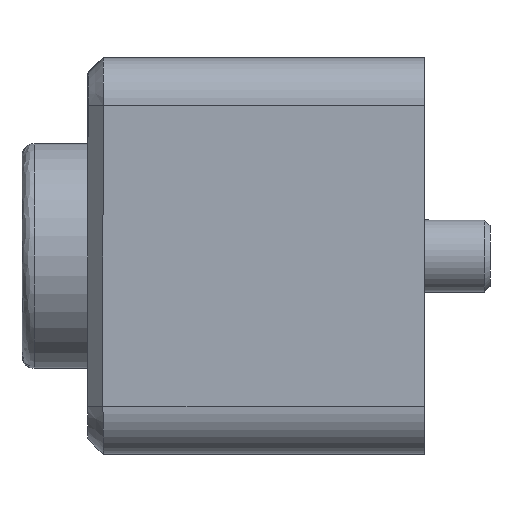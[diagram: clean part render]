
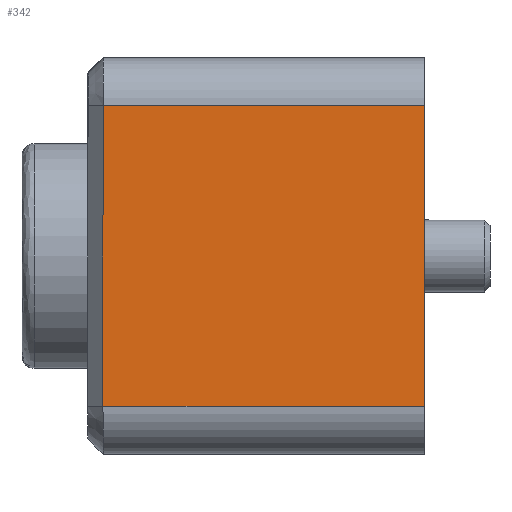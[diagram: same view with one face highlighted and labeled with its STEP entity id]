
A CAD part, front view. The second image highlights one B-rep face of the part: STEP entity #342.
In plain terms, the highlighted planar face has unit normal (0, -1, 0).
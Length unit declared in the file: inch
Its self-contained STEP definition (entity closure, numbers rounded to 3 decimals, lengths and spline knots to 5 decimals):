
#5 = CARTESIAN_POINT ( 'NONE',  ( 0.05, -0.98, -0.5 ) ) ;
#16 = CARTESIAN_POINT ( 'NONE',  ( 1.04, -0.98, 0.5 ) ) ;
#109 = EDGE_CURVE ( 'NONE', #1198, #492, #918, .T. ) ;
#120 = VERTEX_POINT ( 'NONE', #2093 ) ;
#252 = CARTESIAN_POINT ( 'NONE',  ( 1.04, -0.98, 0.5 ) ) ;
#264 = AXIS2_PLACEMENT_3D ( 'NONE', #16, #420, #2210 ) ;
#334 = VECTOR ( 'NONE', #2396, 39.37008 ) ;
#342 = ADVANCED_FACE ( 'NONE', ( #438 ), #2693, .F. ) ;
#377 = VERTEX_POINT ( 'NONE', #754 ) ;
#420 = DIRECTION ( 'NONE',  ( 0., 1., 0. ) ) ;
#438 = FACE_OUTER_BOUND ( 'NONE', #541, .T. ) ;
#492 = VERTEX_POINT ( 'NONE', #5 ) ;
#541 = EDGE_LOOP ( 'NONE', ( #1015, #2347, #824, #1414 ) ) ;
#644 = CARTESIAN_POINT ( 'NONE',  ( 1.12, -0.98, -0.5 ) ) ;
#691 = DIRECTION ( 'NONE',  ( -1., 0., 0. ) ) ;
#754 = CARTESIAN_POINT ( 'NONE',  ( 1.12, -0.98, 0.5 ) ) ;
#783 = CARTESIAN_POINT ( 'NONE',  ( 1.12, -0.98, 0.5 ) ) ;
#797 = CARTESIAN_POINT ( 'NONE',  ( 0.05, -0.98, 0.5 ) ) ;
#824 = ORIENTED_EDGE ( 'NONE', *, *, #2406, .F. ) ;
#918 = LINE ( 'NONE', #2721, #1609 ) ;
#983 = LINE ( 'NONE', #783, #1236 ) ;
#1015 = ORIENTED_EDGE ( 'NONE', *, *, #109, .F. ) ;
#1099 = EDGE_CURVE ( 'NONE', #377, #1198, #983, .T. ) ;
#1198 = VERTEX_POINT ( 'NONE', #644 ) ;
#1236 = VECTOR ( 'NONE', #2291, 39.37008 ) ;
#1414 = ORIENTED_EDGE ( 'NONE', *, *, #2604, .F. ) ;
#1579 = LINE ( 'NONE', #252, #2488 ) ;
#1609 = VECTOR ( 'NONE', #691, 39.37008 ) ;
#1989 = DIRECTION ( 'NONE',  ( 1., 0., 0. ) ) ;
#2093 = CARTESIAN_POINT ( 'NONE',  ( 0.05, -0.98, 0.5 ) ) ;
#2210 = DIRECTION ( 'NONE',  ( 0., 0., 1. ) ) ;
#2291 = DIRECTION ( 'NONE',  ( 0., 0., -1. ) ) ;
#2347 = ORIENTED_EDGE ( 'NONE', *, *, #1099, .F. ) ;
#2396 = DIRECTION ( 'NONE',  ( 0., 0., 1. ) ) ;
#2406 = EDGE_CURVE ( 'NONE', #120, #377, #1579, .T. ) ;
#2488 = VECTOR ( 'NONE', #1989, 39.37008 ) ;
#2604 = EDGE_CURVE ( 'NONE', #492, #120, #2824, .T. ) ;
#2693 = PLANE ( 'NONE',  #264 ) ;
#2721 = CARTESIAN_POINT ( 'NONE',  ( 1.04, -0.98, -0.5 ) ) ;
#2824 = LINE ( 'NONE', #797, #334 ) ;
